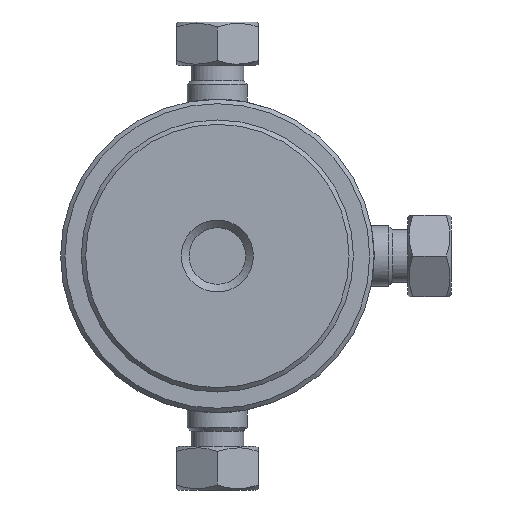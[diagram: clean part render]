
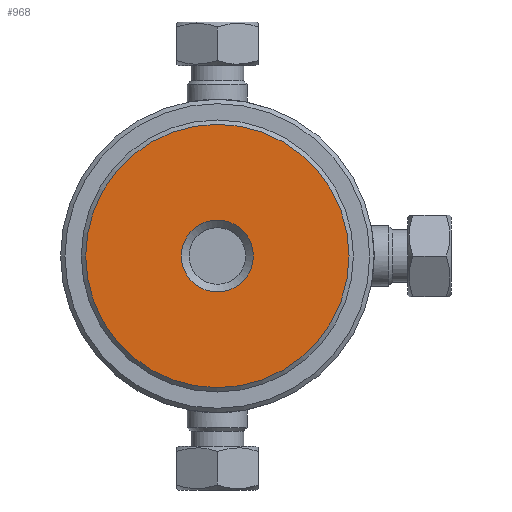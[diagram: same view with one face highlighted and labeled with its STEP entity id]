
A CAD part, left-side view. The second image highlights one B-rep face of the part: STEP entity #968.
In plain terms, the highlighted planar face has unit normal (-1, 0, 0).
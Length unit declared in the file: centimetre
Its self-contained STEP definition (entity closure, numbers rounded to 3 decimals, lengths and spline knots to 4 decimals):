
#146=FACE_BOUND('',#408,.T.);
#304=FACE_OUTER_BOUND('',#407,.T.);
#407=EDGE_LOOP('',(#871));
#408=EDGE_LOOP('',(#872));
#439=CIRCLE('',#1056,0.21);
#443=CIRCLE('',#1063,0.7684);
#527=VERTEX_POINT('',#1755);
#531=VERTEX_POINT('',#1766);
#639=EDGE_CURVE('',#527,#527,#439,.T.);
#643=EDGE_CURVE('',#531,#531,#443,.T.);
#871=ORIENTED_EDGE('',*,*,#643,.F.);
#872=ORIENTED_EDGE('',*,*,#639,.T.);
#903=PLANE('',#1075);
#968=ADVANCED_FACE('',(#304,#146),#903,.T.);
#1056=AXIS2_PLACEMENT_3D('',#1756,#1266,#1267);
#1063=AXIS2_PLACEMENT_3D('',#1767,#1280,#1281);
#1075=AXIS2_PLACEMENT_3D('',#1784,#1304,#1305);
#1266=DIRECTION('center_axis',(1.,0.,0.));
#1267=DIRECTION('ref_axis',(0.,-1.,0.));
#1280=DIRECTION('center_axis',(1.,0.,0.));
#1281=DIRECTION('ref_axis',(0.,0.,-1.));
#1304=DIRECTION('center_axis',(-1.,0.,0.));
#1305=DIRECTION('ref_axis',(0.,0.,1.));
#1755=CARTESIAN_POINT('',(0.,-0.21,0.));
#1756=CARTESIAN_POINT('Origin',(0.,0.,0.));
#1766=CARTESIAN_POINT('',(0.,0.7684,0.));
#1767=CARTESIAN_POINT('Origin',(0.,0.,0.));
#1784=CARTESIAN_POINT('Origin',(0.,0.7684,0.));
